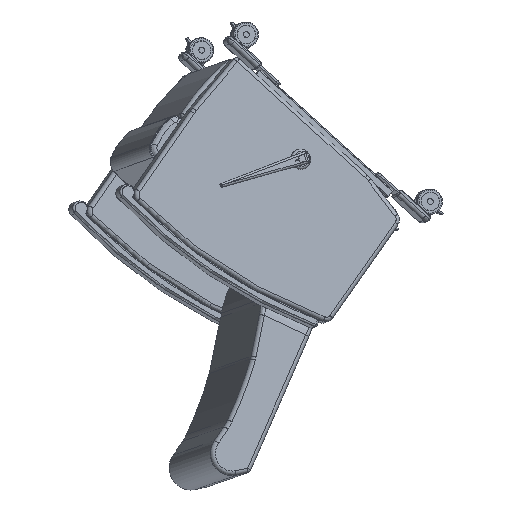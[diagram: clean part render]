
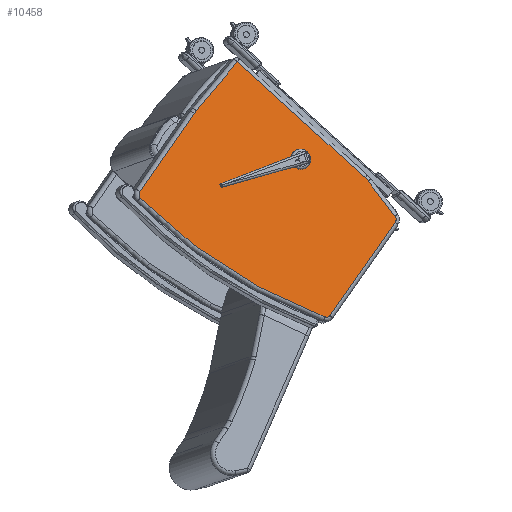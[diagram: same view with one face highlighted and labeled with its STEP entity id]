
A CAD part, left-side view. The second image highlights one B-rep face of the part: STEP entity #10458.
In plain terms, the highlighted face is planar.
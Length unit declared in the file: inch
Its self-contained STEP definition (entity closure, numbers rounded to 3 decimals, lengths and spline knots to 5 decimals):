
#980=CIRCLE('',#11347,0.625);
#985=CIRCLE('',#11353,0.5);
#987=CIRCLE('',#11356,59.625);
#988=CIRCLE('',#11358,0.625);
#994=CIRCLE('',#11366,4.5);
#997=CIRCLE('',#11373,2.625);
#1826=FACE_OUTER_BOUND('',#2498,.T.);
#2498=EDGE_LOOP('',(#8238,#8239,#8240,#8241,#8242,#8243,#8244,#8245,#8246,
#8247,#8248));
#3317=LINE('',#17138,#4086);
#3320=LINE('',#17186,#4089);
#3322=LINE('',#17195,#4091);
#3323=LINE('',#17209,#4092);
#3326=LINE('',#17216,#4095);
#4086=VECTOR('',#13342,0.3937);
#4089=VECTOR('',#13371,0.3937);
#4091=VECTOR('',#13383,0.3937);
#4092=VECTOR('',#13386,0.3937);
#4095=VECTOR('',#13393,0.3937);
#4837=VERTEX_POINT('',#17104);
#4839=VERTEX_POINT('',#17109);
#4840=VERTEX_POINT('',#17120);
#4842=VERTEX_POINT('',#17137);
#4844=VERTEX_POINT('',#17151);
#4847=VERTEX_POINT('',#17159);
#4848=VERTEX_POINT('',#17176);
#4850=VERTEX_POINT('',#17182);
#4852=VERTEX_POINT('',#17188);
#4855=VERTEX_POINT('',#17198);
#4856=VERTEX_POINT('',#17212);
#6011=EDGE_CURVE('',#4839,#4840,#980,.T.);
#6014=EDGE_CURVE('',#4840,#4842,#3317,.T.);
#6019=EDGE_CURVE('',#4842,#4844,#985,.T.);
#6021=EDGE_CURVE('',#4844,#4847,#987,.T.);
#6023=EDGE_CURVE('',#4847,#4848,#988,.T.);
#6028=EDGE_CURVE('',#4848,#4850,#3320,.T.);
#6031=EDGE_CURVE('',#4850,#4852,#994,.T.);
#6033=EDGE_CURVE('',#4852,#4837,#3322,.T.);
#6035=EDGE_CURVE('',#4855,#4839,#3323,.T.);
#6039=EDGE_CURVE('',#4837,#4856,#3326,.T.);
#6041=EDGE_CURVE('',#4856,#4855,#997,.T.);
#8238=ORIENTED_EDGE('',*,*,#6011,.F.);
#8239=ORIENTED_EDGE('',*,*,#6035,.F.);
#8240=ORIENTED_EDGE('',*,*,#6041,.F.);
#8241=ORIENTED_EDGE('',*,*,#6039,.F.);
#8242=ORIENTED_EDGE('',*,*,#6033,.F.);
#8243=ORIENTED_EDGE('',*,*,#6031,.F.);
#8244=ORIENTED_EDGE('',*,*,#6028,.F.);
#8245=ORIENTED_EDGE('',*,*,#6023,.F.);
#8246=ORIENTED_EDGE('',*,*,#6021,.F.);
#8247=ORIENTED_EDGE('',*,*,#6019,.F.);
#8248=ORIENTED_EDGE('',*,*,#6014,.F.);
#10108=PLANE('',#11407);
#10458=ADVANCED_FACE('',(#1826),#10108,.T.);
#11347=AXIS2_PLACEMENT_3D('',#17121,#13336,#13337);
#11353=AXIS2_PLACEMENT_3D('',#17155,#13350,#13351);
#11356=AXIS2_PLACEMENT_3D('',#17160,#13356,#13357);
#11358=AXIS2_PLACEMENT_3D('',#17177,#13360,#13361);
#11366=AXIS2_PLACEMENT_3D('',#17192,#13378,#13379);
#11373=AXIS2_PLACEMENT_3D('',#17219,#13398,#13399);
#11407=AXIS2_PLACEMENT_3D('',#17342,#13482,#13483);
#13336=DIRECTION('center_axis',(0.,0.,-1.));
#13337=DIRECTION('ref_axis',(-0.724,-0.69,0.));
#13342=DIRECTION('',(-0.099,0.995,0.));
#13350=DIRECTION('center_axis',(0.,0.,-1.));
#13351=DIRECTION('ref_axis',(-0.857,0.516,0.));
#13356=DIRECTION('center_axis',(0.,0.,-1.));
#13357=DIRECTION('ref_axis',(-0.167,0.986,0.));
#13360=DIRECTION('center_axis',(0.,0.,-1.));
#13361=DIRECTION('ref_axis',(0.709,0.705,0.));
#13371=DIRECTION('',(0.105,-0.994,0.));
#13378=DIRECTION('center_axis',(0.,0.,-1.));
#13379=DIRECTION('ref_axis',(0.998,0.061,0.));
#13383=DIRECTION('',(0.017,-1.,0.));
#13386=DIRECTION('',(-0.983,0.183,0.));
#13393=DIRECTION('',(-1.,0.,0.));
#13398=DIRECTION('center_axis',(0.,0.,-1.));
#13399=DIRECTION('ref_axis',(-0.093,-0.996,0.));
#13482=DIRECTION('center_axis',(0.,0.,1.));
#13483=DIRECTION('ref_axis',(1.,0.,0.));
#17104=CARTESIAN_POINT('',(13.64019,-8.80367,0.));
#17109=CARTESIAN_POINT('',(-12.30401,-7.80474,0.));
#17120=CARTESIAN_POINT('',(-12.8056,-7.28414,0.));
#17121=CARTESIAN_POINT('Origin',(-12.18763,-7.19067,0.));
#17137=CARTESIAN_POINT('',(-14.15484,6.21782,0.));
#17138=CARTESIAN_POINT('',(-13.08593,-4.47889,0.));
#17151=CARTESIAN_POINT('',(-13.84615,6.7305,0.));
#17155=CARTESIAN_POINT('Origin',(-13.65732,6.26753,0.));
#17159=CARTESIAN_POINT('',(11.75554,11.06645,0.));
#17160=CARTESIAN_POINT('Origin',(8.67221,-48.47877,0.));
#17176=CARTESIAN_POINT('',(12.29572,10.51238,0.));
#17177=CARTESIAN_POINT('Origin',(11.67417,10.44677,0.));
#17182=CARTESIAN_POINT('',(13.48834,-0.78649,0.));
#17186=CARTESIAN_POINT('',(12.79396,5.79203,0.));
#17188=CARTESIAN_POINT('',(13.51257,-1.1835,0.));
#17192=CARTESIAN_POINT('Origin',(9.0132,-1.25885,0.));
#17195=CARTESIAN_POINT('',(13.50113,-0.50047,0.));
#17198=CARTESIAN_POINT('',(-7.18501,-8.75809,0.));
#17209=CARTESIAN_POINT('',(-4.11551,-9.32976,0.));
#17212=CARTESIAN_POINT('',(-6.698,-8.80367,0.));
#17216=CARTESIAN_POINT('',(7.45016,-8.80367,0.));
#17219=CARTESIAN_POINT('Origin',(-6.698,-6.17867,0.));
#17342=CARTESIAN_POINT('Origin',(0.75168,-0.252,0.));
